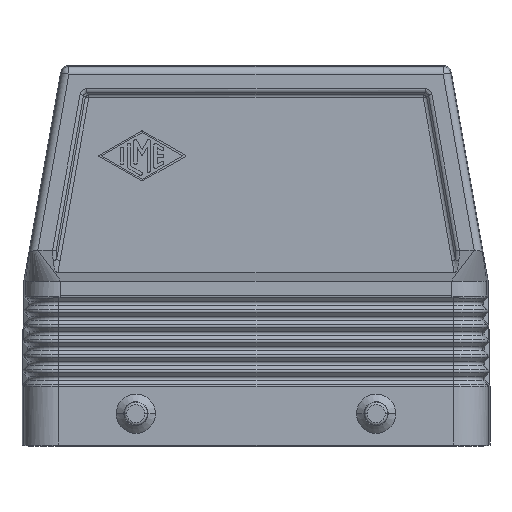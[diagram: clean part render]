
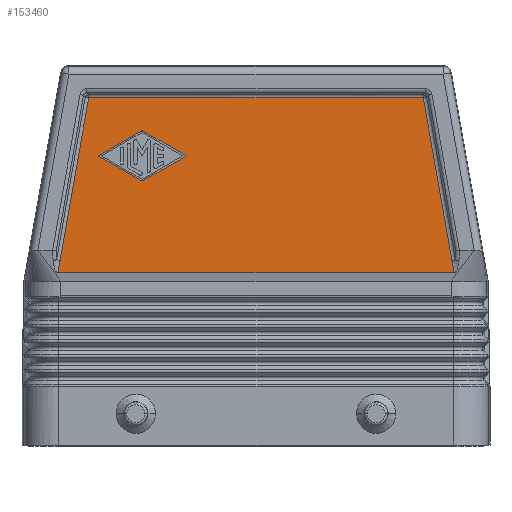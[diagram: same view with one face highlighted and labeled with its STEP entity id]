
A CAD part, front view. The second image highlights one B-rep face of the part: STEP entity #153460.
In plain terms, the highlighted face is planar.
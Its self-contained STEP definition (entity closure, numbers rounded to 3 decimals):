
#1070=CARTESIAN_POINT('',(374.083,40.072,
53.277));
#1080=VERTEX_POINT('',#1070);
#1260=CARTESIAN_POINT('',(374.083,39.741,
53.277));
#1270=VERTEX_POINT('',#1260);
#1300=CARTESIAN_POINT('',(374.083,39.906,
53.566));
#1310=DIRECTION('',(-1.,0.,0.));
#1320=DIRECTION('',(0.,-1.,0.));
#1330=AXIS2_PLACEMENT_3D('',#1300,#1310,#1320);
#1340=CIRCLE('',#1330,0.333);
#1350=EDGE_CURVE('',#1080,#1270,#1340,.T.);
#40110=CARTESIAN_POINT('',(374.083,40.072,
63.188));
#40120=VERTEX_POINT('',#40110);
#40290=CARTESIAN_POINT('',(374.083,48.488,
58.377));
#40300=VERTEX_POINT('',#40290);
#40330=CARTESIAN_POINT('',(374.083,44.373,
60.73));
#40340=DIRECTION('',(0.,-0.868,0.496));
#40350=VECTOR('',#40340,1.);
#40360=LINE('',#40330,#40350);
#40370=EDGE_CURVE('',#40300,#40120,#40360,.T.);
#40580=CARTESIAN_POINT('',(374.083,31.324,
58.377));
#40590=VERTEX_POINT('',#40580);
#40760=CARTESIAN_POINT('',(374.083,39.741,
63.188));
#40770=VERTEX_POINT('',#40760);
#40800=CARTESIAN_POINT('',(374.083,44.373,
65.836));
#40810=DIRECTION('',(0.,-0.868,-0.496));
#40820=VECTOR('',#40810,1.);
#40830=LINE('',#40800,#40820);
#40840=EDGE_CURVE('',#40770,#40590,#40830,.T.);
#64680=CARTESIAN_POINT('',(374.083,31.324,
58.088));
#64690=VERTEX_POINT('',#64680);
#64820=CARTESIAN_POINT('',(374.083,31.407,
58.233));
#64830=DIRECTION('',(-1.,0.,0.));
#64840=DIRECTION('',(0.,-1.,0.));
#64850=AXIS2_PLACEMENT_3D('',#64820,#64830,#64840);
#64860=CIRCLE('',#64850,0.167);
#64870=EDGE_CURVE('',#64690,#40590,#64860,.T.);
#66260=CARTESIAN_POINT('',(374.083,60.723,
12.233));
#66270=DIRECTION('',(0.,-0.174,0.985));
#66280=VECTOR('',#66270,1.);
#66290=LINE('',#66260,#66280);
#66300=CARTESIAN_POINT('',(374.083,56.298,
37.351));
#66310=VERTEX_POINT('',#66300);
#66320=CARTESIAN_POINT('',(374.083,50.578,
69.818));
#66330=VERTEX_POINT('',#66320);
#66340=EDGE_CURVE('',#66310,#66330,#66290,.T.);
#67830=CARTESIAN_POINT('',(374.083,-21.985,
37.351));
#67840=VERTEX_POINT('',#67830);
#68070=CARTESIAN_POINT('',(374.083,-22.423,
34.87));
#68080=VERTEX_POINT('',#68070);
#68110=CARTESIAN_POINT('',(374.083,-21.985,
37.351));
#68120=CARTESIAN_POINT('',(374.083,-22.058,
36.938));
#68130=CARTESIAN_POINT('',(374.083,-22.131,
36.524));
#68140=CARTESIAN_POINT('',(374.083,-22.204,
36.111));
#68150=CARTESIAN_POINT('',(374.083,-22.277,
35.697));
#68160=CARTESIAN_POINT('',(374.083,-22.35,
35.283));
#68170=CARTESIAN_POINT('',(374.083,-22.423,
34.87));
#68180=B_SPLINE_CURVE_WITH_KNOTS('',6,(#68110,#68120,#68130,#68140,
#68150,#68160,#68170),.UNSPECIFIED.,.F.,.F.,(7,7),(0.,1.),.UNSPECIFIED.)
;
#68190=EDGE_CURVE('',#67840,#68080,#68180,.T.);
#70110=CARTESIAN_POINT('',(374.083,39.906,
62.899));
#70120=DIRECTION('',(-1.,0.,0.));
#70130=DIRECTION('',(0.,-1.,0.));
#70140=AXIS2_PLACEMENT_3D('',#70110,#70120,#70130);
#70150=CIRCLE('',#70140,0.333);
#70160=EDGE_CURVE('',#40770,#40120,#70150,.T.);
#72690=CARTESIAN_POINT('',(374.083,-12.317,
48.893));
#72700=DIRECTION('',(1.,0.,0.));
#72710=DIRECTION('',(0.,1.,0.));
#72720=AXIS2_PLACEMENT_3D('',#72690,#72700,#72710);
#72730=PLANE('',#72720);
#79660=CARTESIAN_POINT('',(374.083,56.735,
34.87));
#79670=VERTEX_POINT('',#79660);
#79720=CARTESIAN_POINT('',(374.083,56.735,
34.87));
#79730=CARTESIAN_POINT('',(374.083,56.662,
35.283));
#79740=CARTESIAN_POINT('',(374.083,56.589,
35.697));
#79750=CARTESIAN_POINT('',(374.083,56.517,
36.111));
#79760=CARTESIAN_POINT('',(374.083,56.444,
36.524));
#79770=CARTESIAN_POINT('',(374.083,56.371,
36.938));
#79780=CARTESIAN_POINT('',(374.083,56.298,
37.351));
#79790=B_SPLINE_CURVE_WITH_KNOTS('',6,(#79720,#79730,#79740,#79750,
#79760,#79770,#79780),.UNSPECIFIED.,.F.,.F.,(7,7),(0.,1.),.UNSPECIFIED.)
;
#79800=EDGE_CURVE('',#79670,#66310,#79790,.T.);
#106410=CARTESIAN_POINT('',(374.083,-16.265,
69.818));
#106420=VERTEX_POINT('',#106410);
#106520=CARTESIAN_POINT('',(374.083,-26.411,
12.233));
#106530=DIRECTION('',(0.,0.174,0.985));
#106540=VECTOR('',#106530,1.);
#106550=LINE('',#106520,#106540);
#106560=EDGE_CURVE('',#67840,#106420,#106550,.T.);
#110570=CARTESIAN_POINT('',(374.083,44.373,
69.818));
#110580=DIRECTION('',(0.,1.,0.));
#110590=VECTOR('',#110580,1.);
#110600=LINE('',#110570,#110590);
#110610=EDGE_CURVE('',#106420,#66330,#110600,.T.);
#145940=CARTESIAN_POINT('',(374.083,48.488,
58.088));
#145950=VERTEX_POINT('',#145940);
#146000=CARTESIAN_POINT('',(374.083,44.373,
55.735));
#146010=DIRECTION('',(0.,0.868,0.496));
#146020=VECTOR('',#146010,1.);
#146030=LINE('',#146000,#146020);
#146040=EDGE_CURVE('',#1080,#145950,#146030,.T.);
#153120=ORIENTED_EDGE('',*,*,#64870,.F.);
#153130=ORIENTED_EDGE('',*,*,#40840,.T.);
#153140=ORIENTED_EDGE('',*,*,#70160,.F.);
#153150=ORIENTED_EDGE('',*,*,#40370,.T.);
#153160=CARTESIAN_POINT('',(374.083,48.405,
58.233));
#153170=DIRECTION('',(-1.,0.,0.));
#153180=DIRECTION('',(0.,-1.,0.));
#153190=AXIS2_PLACEMENT_3D('',#153160,#153170,#153180);
#153200=CIRCLE('',#153190,0.167);
#153210=EDGE_CURVE('',#40300,#145950,#153200,.T.);
#153220=ORIENTED_EDGE('',*,*,#153210,.F.);
#153230=ORIENTED_EDGE('',*,*,#146040,.T.);
#153240=ORIENTED_EDGE('',*,*,#1350,.F.);
#153250=CARTESIAN_POINT('',(374.083,44.373,
50.63));
#153260=DIRECTION('',(0.,0.868,-0.496));
#153270=VECTOR('',#153260,1.);
#153280=LINE('',#153250,#153270);
#153290=EDGE_CURVE('',#64690,#1270,#153280,.T.);
#153300=ORIENTED_EDGE('',*,*,#153290,.T.);
#153310=EDGE_LOOP('',(#153300,#153240,#153230,#153220,#153150,#153140,
#153130,#153120));
#153320=FACE_BOUND('',#153310,.T.);
#153330=ORIENTED_EDGE('',*,*,#66340,.F.);
#153340=ORIENTED_EDGE('',*,*,#110610,.T.);
#153350=ORIENTED_EDGE('',*,*,#106560,.T.);
#153360=ORIENTED_EDGE('',*,*,#68190,.F.);
#153370=CARTESIAN_POINT('',(374.083,44.373,
34.87));
#153380=DIRECTION('',(0.,1.,0.));
#153390=VECTOR('',#153380,1.);
#153400=LINE('',#153370,#153390);
#153410=EDGE_CURVE('',#68080,#79670,#153400,.T.);
#153420=ORIENTED_EDGE('',*,*,#153410,.F.);
#153430=ORIENTED_EDGE('',*,*,#79800,.F.);
#153440=EDGE_LOOP('',(#153430,#153420,#153360,#153350,#153340,#153330));
#153450=FACE_OUTER_BOUND('',#153440,.T.);
#153460=ADVANCED_FACE('',(#153320,#153450),#72730,.F.);
